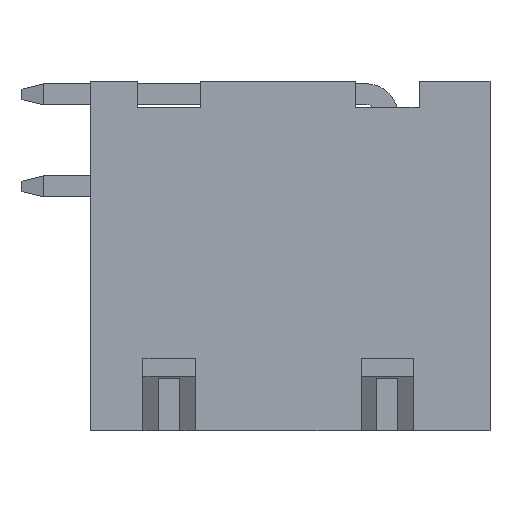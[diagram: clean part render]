
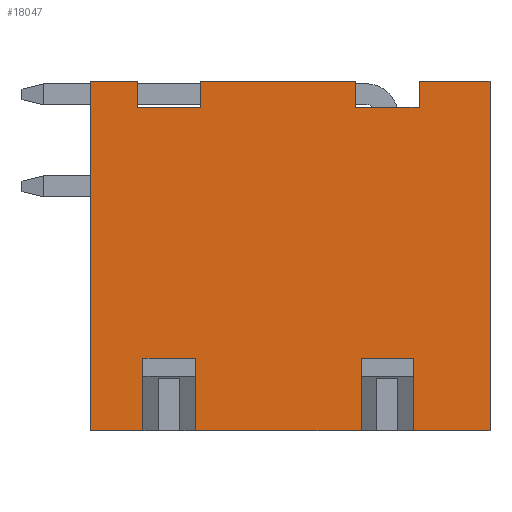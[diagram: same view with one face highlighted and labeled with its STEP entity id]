
A CAD part, left-side view. The second image highlights one B-rep face of the part: STEP entity #18047.
In plain terms, the highlighted planar face has unit normal (-1, 0, 0).
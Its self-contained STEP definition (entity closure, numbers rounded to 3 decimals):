
#35=CARTESIAN_POINT('',(-2.2,-12.2,13.3));
#36=VERTEX_POINT('',#35);
#37=CARTESIAN_POINT('',(-2.2,-12.2,0.));
#38=VERTEX_POINT('',#37);
#39=CARTESIAN_POINT('',(-2.2,-12.2,13.3));
#40=DIRECTION('',(0.,0.,-1.));
#41=VECTOR('',#40,13.3);
#42=LINE('',#39,#41);
#43=EDGE_CURVE('',#36,#38,#42,.T.);
#85=CARTESIAN_POINT('',(-2.2,-9.5,13.3));
#86=VERTEX_POINT('',#85);
#93=CARTESIAN_POINT('',(-2.2,-9.5,13.3));
#94=DIRECTION('',(0.,-1.,0.));
#95=VECTOR('',#94,2.7);
#96=LINE('',#93,#95);
#97=EDGE_CURVE('',#86,#36,#96,.T.);
#3416=CARTESIAN_POINT('',(-2.2,-1.2,13.3));
#3417=VERTEX_POINT('',#3416);
#3424=CARTESIAN_POINT('',(-2.2,-7.1,13.3));
#3425=VERTEX_POINT('',#3424);
#3426=CARTESIAN_POINT('',(-2.2,-1.2,13.3));
#3427=DIRECTION('',(0.,-1.,0.));
#3428=VECTOR('',#3427,5.9);
#3429=LINE('',#3426,#3428);
#3430=EDGE_CURVE('',#3417,#3425,#3429,.T.);
#5936=CARTESIAN_POINT('',(-2.2,3.,0.));
#5937=VERTEX_POINT('',#5936);
#5944=CARTESIAN_POINT('',(-2.2,3.,13.3));
#5945=VERTEX_POINT('',#5944);
#5946=CARTESIAN_POINT('',(-2.2,3.,0.));
#5947=DIRECTION('',(0.,0.,1.));
#5948=VECTOR('',#5947,13.3);
#5949=LINE('',#5946,#5948);
#5950=EDGE_CURVE('',#5937,#5945,#5949,.T.);
#6771=CARTESIAN_POINT('',(-2.2,-9.3,0.));
#6772=VERTEX_POINT('',#6771);
#6773=CARTESIAN_POINT('',(-2.2,-12.2,0.));
#6774=DIRECTION('',(0.,1.,0.));
#6775=VECTOR('',#6774,2.9);
#6776=LINE('',#6773,#6775);
#6777=EDGE_CURVE('',#38,#6772,#6776,.T.);
#6795=CARTESIAN_POINT('',(-2.2,-7.3,0.));
#6796=VERTEX_POINT('',#6795);
#6803=CARTESIAN_POINT('',(-2.2,-1.,0.));
#6804=VERTEX_POINT('',#6803);
#6805=CARTESIAN_POINT('',(-2.2,-7.3,0.));
#6806=DIRECTION('',(0.,1.,0.));
#6807=VECTOR('',#6806,6.3);
#6808=LINE('',#6805,#6807);
#6809=EDGE_CURVE('',#6796,#6804,#6808,.T.);
#6827=CARTESIAN_POINT('',(-2.2,1.,0.));
#6828=VERTEX_POINT('',#6827);
#6835=CARTESIAN_POINT('',(-2.2,1.,0.));
#6836=DIRECTION('',(0.,1.,0.));
#6837=VECTOR('',#6836,2.);
#6838=LINE('',#6835,#6837);
#6839=EDGE_CURVE('',#6828,#5937,#6838,.T.);
#17764=CARTESIAN_POINT('',(-2.2,-7.1,12.3));
#17765=VERTEX_POINT('',#17764);
#17772=CARTESIAN_POINT('',(-2.2,-9.5,12.3));
#17773=VERTEX_POINT('',#17772);
#17774=CARTESIAN_POINT('',(-2.2,-7.1,12.3));
#17775=DIRECTION('',(0.,-1.,0.));
#17776=VECTOR('',#17775,2.4);
#17777=LINE('',#17774,#17776);
#17778=EDGE_CURVE('',#17765,#17773,#17777,.T.);
#17821=CARTESIAN_POINT('',(-2.2,1.2,12.3));
#17822=VERTEX_POINT('',#17821);
#17829=CARTESIAN_POINT('',(-2.2,-1.2,12.3));
#17830=VERTEX_POINT('',#17829);
#17831=CARTESIAN_POINT('',(-2.2,1.2,12.3));
#17832=DIRECTION('',(0.,-1.,0.));
#17833=VECTOR('',#17832,2.4);
#17834=LINE('',#17831,#17833);
#17835=EDGE_CURVE('',#17822,#17830,#17834,.T.);
#17948=CARTESIAN_POINT('',(-2.2,-9.5,12.3));
#17949=DIRECTION('',(0.,0.,1.));
#17950=VECTOR('',#17949,1.);
#17951=LINE('',#17948,#17950);
#17952=EDGE_CURVE('',#17773,#86,#17951,.T.);
#17960=CARTESIAN_POINT('',(-2.2,0.,0.));
#17961=DIRECTION('',(0.,-1.,0.));
#17962=DIRECTION('',(-1.,0.,0.));
#17963=AXIS2_PLACEMENT_3D('',#17960,#17962,#17961);
#17964=PLANE('',#17963);
#17965=ORIENTED_EDGE('',*,*,#6777,.F.);
#17966=ORIENTED_EDGE('',*,*,#43,.F.);
#17967=ORIENTED_EDGE('',*,*,#97,.F.);
#17968=ORIENTED_EDGE('',*,*,#17952,.F.);
#17969=ORIENTED_EDGE('',*,*,#17778,.F.);
#17970=CARTESIAN_POINT('',(-2.2,-7.1,12.3));
#17971=DIRECTION('',(0.,0.,1.));
#17972=VECTOR('',#17971,1.);
#17973=LINE('',#17970,#17972);
#17974=EDGE_CURVE('',#17765,#3425,#17973,.T.);
#17975=ORIENTED_EDGE('',*,*,#17974,.T.);
#17976=ORIENTED_EDGE('',*,*,#3430,.F.);
#17977=CARTESIAN_POINT('',(-2.2,-1.2,13.3));
#17978=DIRECTION('',(0.,0.,-1.));
#17979=VECTOR('',#17978,1.);
#17980=LINE('',#17977,#17979);
#17981=EDGE_CURVE('',#3417,#17830,#17980,.T.);
#17982=ORIENTED_EDGE('',*,*,#17981,.T.);
#17983=ORIENTED_EDGE('',*,*,#17835,.F.);
#17984=CARTESIAN_POINT('',(-2.2,1.2,13.3));
#17985=VERTEX_POINT('',#17984);
#17986=CARTESIAN_POINT('',(-2.2,1.2,12.3));
#17987=DIRECTION('',(0.,0.,1.));
#17988=VECTOR('',#17987,1.);
#17989=LINE('',#17986,#17988);
#17990=EDGE_CURVE('',#17822,#17985,#17989,.T.);
#17991=ORIENTED_EDGE('',*,*,#17990,.T.);
#17992=CARTESIAN_POINT('',(-2.2,1.2,13.3));
#17993=DIRECTION('',(0.,1.,0.));
#17994=VECTOR('',#17993,1.8);
#17995=LINE('',#17992,#17994);
#17996=EDGE_CURVE('',#17985,#5945,#17995,.T.);
#17997=ORIENTED_EDGE('',*,*,#17996,.T.);
#17998=ORIENTED_EDGE('',*,*,#5950,.F.);
#17999=ORIENTED_EDGE('',*,*,#6839,.F.);
#18000=CARTESIAN_POINT('',(-2.2,1.,2.553));
#18001=VERTEX_POINT('',#18000);
#18002=CARTESIAN_POINT('',(-2.2,1.,0.));
#18003=DIRECTION('',(0.,0.,1.));
#18004=VECTOR('',#18003,2.553);
#18005=LINE('',#18002,#18004);
#18006=EDGE_CURVE('',#6828,#18001,#18005,.T.);
#18007=ORIENTED_EDGE('',*,*,#18006,.T.);
#18008=CARTESIAN_POINT('',(-2.2,-1.,2.553));
#18009=VERTEX_POINT('',#18008);
#18010=CARTESIAN_POINT('',(-2.2,1.,2.553));
#18011=DIRECTION('',(0.,-1.,0.));
#18012=VECTOR('',#18011,2.);
#18013=LINE('',#18010,#18012);
#18014=EDGE_CURVE('',#18001,#18009,#18013,.T.);
#18015=ORIENTED_EDGE('',*,*,#18014,.T.);
#18016=CARTESIAN_POINT('',(-2.2,-1.,2.553));
#18017=DIRECTION('',(0.,0.,-1.));
#18018=VECTOR('',#18017,2.553);
#18019=LINE('',#18016,#18018);
#18020=EDGE_CURVE('',#18009,#6804,#18019,.T.);
#18021=ORIENTED_EDGE('',*,*,#18020,.T.);
#18022=ORIENTED_EDGE('',*,*,#6809,.F.);
#18023=CARTESIAN_POINT('',(-2.2,-7.3,2.553));
#18024=VERTEX_POINT('',#18023);
#18025=CARTESIAN_POINT('',(-2.2,-7.3,0.));
#18026=DIRECTION('',(0.,0.,1.));
#18027=VECTOR('',#18026,2.553);
#18028=LINE('',#18025,#18027);
#18029=EDGE_CURVE('',#6796,#18024,#18028,.T.);
#18030=ORIENTED_EDGE('',*,*,#18029,.T.);
#18031=CARTESIAN_POINT('',(-2.2,-9.3,2.553));
#18032=VERTEX_POINT('',#18031);
#18033=CARTESIAN_POINT('',(-2.2,-7.3,2.553));
#18034=DIRECTION('',(0.,-1.,0.));
#18035=VECTOR('',#18034,2.);
#18036=LINE('',#18033,#18035);
#18037=EDGE_CURVE('',#18024,#18032,#18036,.T.);
#18038=ORIENTED_EDGE('',*,*,#18037,.T.);
#18039=CARTESIAN_POINT('',(-2.2,-9.3,2.553));
#18040=DIRECTION('',(0.,0.,-1.));
#18041=VECTOR('',#18040,2.553);
#18042=LINE('',#18039,#18041);
#18043=EDGE_CURVE('',#18032,#6772,#18042,.T.);
#18044=ORIENTED_EDGE('',*,*,#18043,.T.);
#18045=EDGE_LOOP('',(#17965,#17966,#17967,#17968,#17969,#17975,#17976,#17982,#17983,#17991,#17997,#17998,#17999,#18007,#18015,#18021,#18022,#18030,#18038,#18044));
#18046=FACE_OUTER_BOUND('',#18045,.T.);
#18047=ADVANCED_FACE('',(#18046),#17964,.T.);
